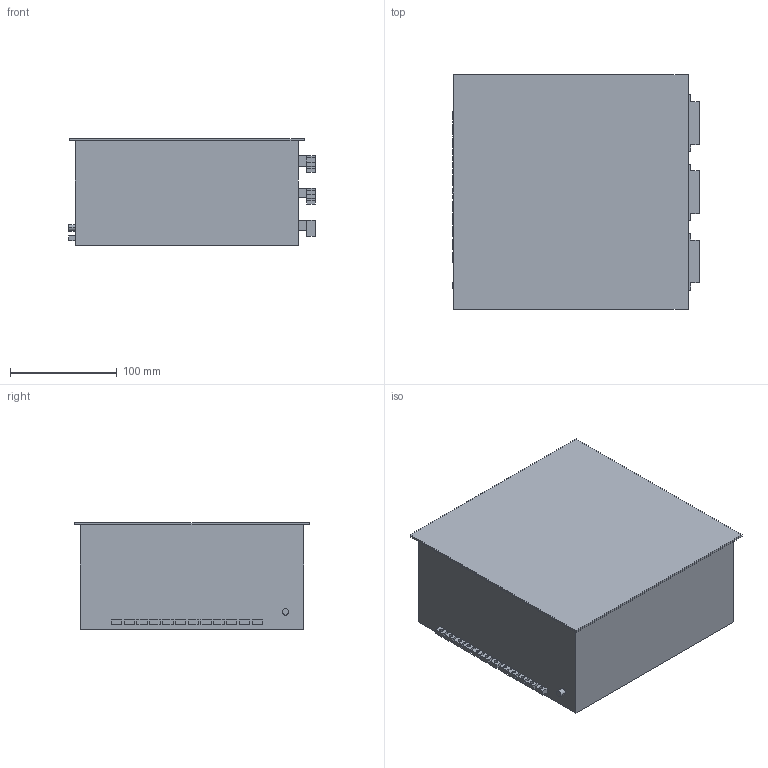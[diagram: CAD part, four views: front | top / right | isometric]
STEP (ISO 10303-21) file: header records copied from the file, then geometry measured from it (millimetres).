
FILE_DESCRIPTION (( 'STEP AP214' ), '1' );
FILE_NAME ('ﾐﾇﾋ-05ﾌ6ﾓ.STEP', '2021-12-08T08:57:12', ( '' ), ( '' ), 'SwSTEP 2.0', 'SolidWorks 2016', '' );
FILE_SCHEMA (( 'AUTOMOTIVE_DESIGN' ));
Length unit declared in the file: millimetre
Products named in the file (1): ﾐﾇﾋ-05ﾌ6ﾓ
Bounding box: 231 x 220 x 100 mm (x, y, z)
Volume: 4426070.5 mm3; surface area: 209417.2 mm2
Topology: 1 solids, 1 shells, 597 faces, 1592 edges, 1057 vertices
Faces by surface type: plane 441, cylinder 156
Entity records: 18800 total; most frequent: CARTESIAN_POINT 3247, ORIENTED_EDGE 3184, DIRECTION 3152, EDGE_CURVE 1592, LINE 1228, VECTOR 1228, VERTEX_POINT 1057, AXIS2_PLACEMENT_3D 962
